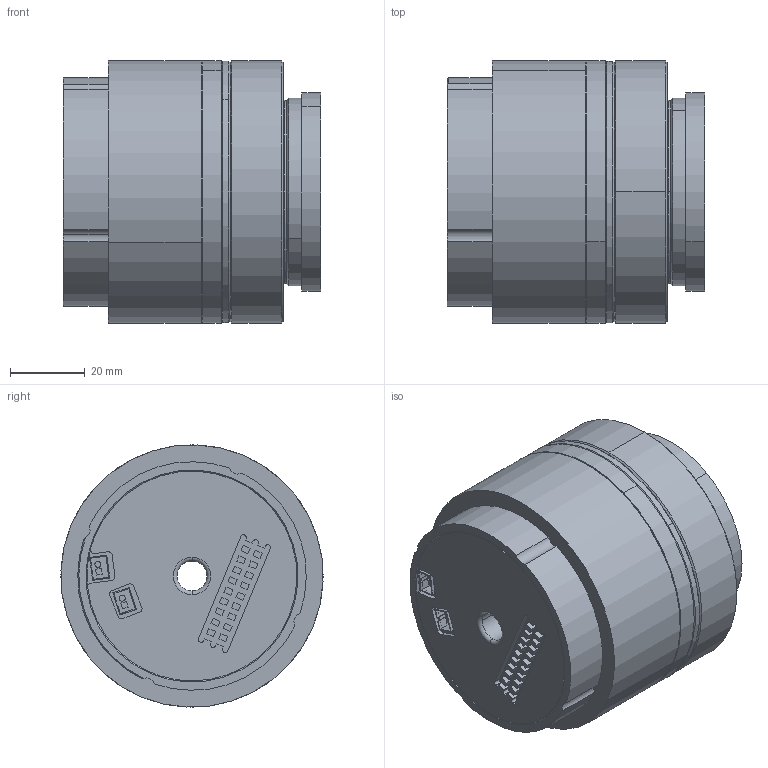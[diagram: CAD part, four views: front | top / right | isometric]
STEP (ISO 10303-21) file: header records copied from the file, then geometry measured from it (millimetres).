
FILE_DESCRIPTION (( 'STEP AP214' ), '1' );
FILE_NAME ('WHG10勤俋耀倰-20260106.STEP', '2026-01-06T05:43:11', ( '' ), ( '' ), 'SwSTEP 2.0', 'SolidWorks 2024', '' );
FILE_SCHEMA (( 'AUTOMOTIVE_DESIGN' ));
Length unit declared in the file: millimetre
Products named in the file (1): WHG10对外模型-20260106
Bounding box: 68.6 x 70 x 70 mm (x, y, z)
Volume: 226912.5 mm3; surface area: 29824.1 mm2
Topology: 1 solids, 10 shells, 606 faces, 1426 edges, 907 vertices
Faces by surface type: plane 312, cylinder 204, cone 86, torus 4
Entity records: 17155 total; most frequent: DIRECTION 3072, CARTESIAN_POINT 2938, ORIENTED_EDGE 2788, EDGE_CURVE 1394, AXIS2_PLACEMENT_3D 1081, VECTOR 910, LINE 910, VERTEX_POINT 907
